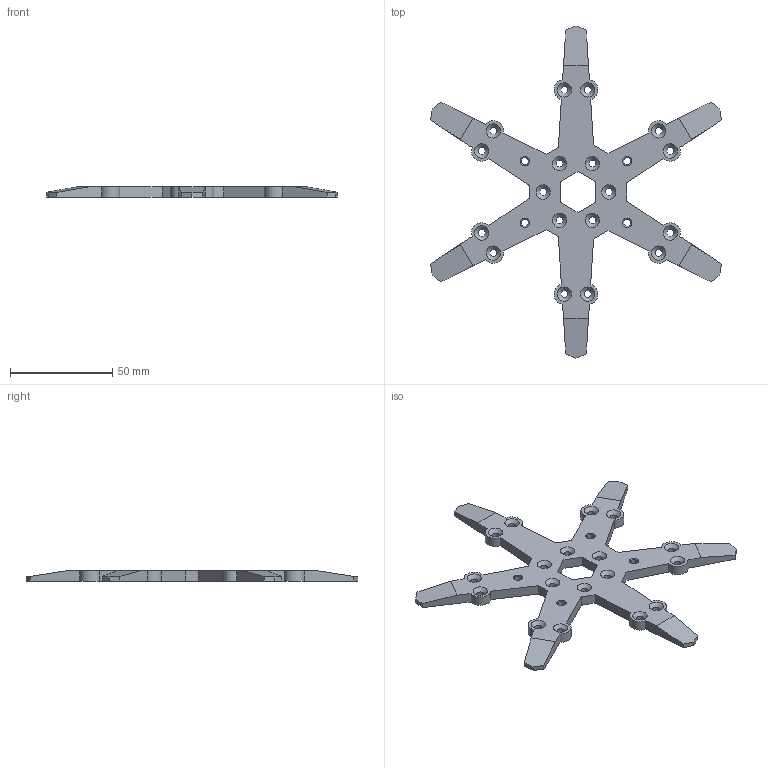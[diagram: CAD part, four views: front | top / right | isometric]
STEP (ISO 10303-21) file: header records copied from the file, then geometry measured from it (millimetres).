
FILE_DESCRIPTION(('Open CASCADE Model'),'2;1');
FILE_NAME('Open CASCADE Shape Model','2025-07-08T12:18:31',('Author'),( 'Open CASCADE'),'Open CASCADE STEP processor 7.7','Open CASCADE 7.7' ,'Unknown');
FILE_SCHEMA(('AUTOMOTIVE_DESIGN { 1 0 10303 214 1 1 1 1 }'));
Length unit declared in the file: millimetre
Products named in the file (1): Open CASCADE STEP translator 7.7 2430
Bounding box: 141.83 x 162 x 5 mm (x, y, z)
Volume: 28928.9 mm3; surface area: 17455.8 mm2
Topology: 1 solids, 1 shells, 134 faces, 352 edges, 220 vertices
Faces by surface type: plane 56, cone 44, cylinder 34
Full cylindrical faces by diameter (mm): 3.5 x22
Entity records: 8816 total; most frequent: CARTESIAN_POINT 1729, DIRECTION 1320, LINE 798, VECTOR 798, ORIENTED_EDGE 704, PCURVE 704, DEFINITIONAL_REPRESENTATION 704, EDGE_CURVE 352
